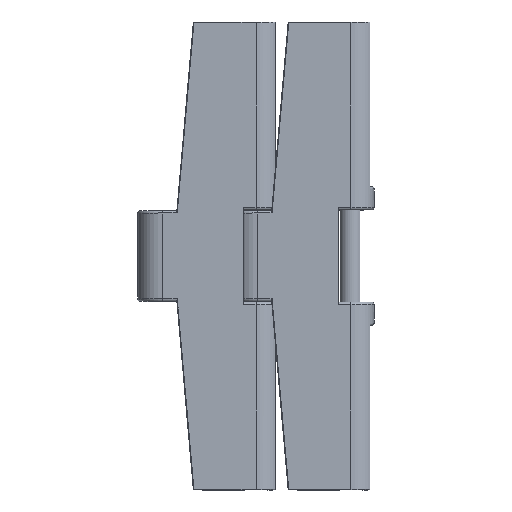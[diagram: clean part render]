
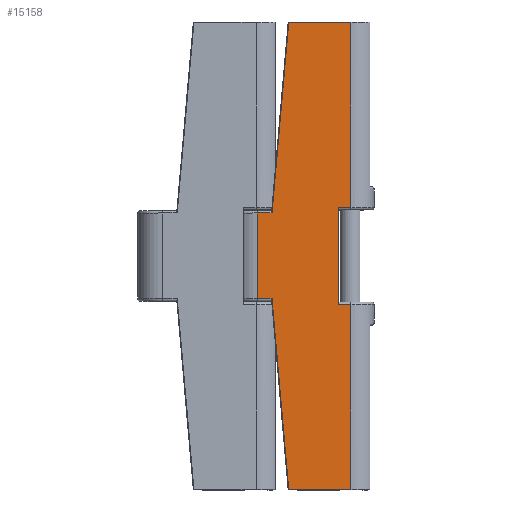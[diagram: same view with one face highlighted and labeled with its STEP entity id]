
A CAD part, top view. The second image highlights one B-rep face of the part: STEP entity #15158.
In plain terms, the highlighted planar face has unit normal (0, 0, 1).
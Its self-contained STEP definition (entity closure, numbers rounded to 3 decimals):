
#517=PLANE('',#16475);
#1335=FACE_OUTER_BOUND('',#2280,.T.);
#2280=EDGE_LOOP('',(#12472,#12473,#12474,#12475,#12476,#12477,#12478,#12479,
#12480,#12481,#12482,#12483));
#3337=LINE('',#26416,#4585);
#3341=LINE('',#26428,#4589);
#3347=LINE('',#26538,#4595);
#3463=LINE('',#27215,#4711);
#3464=LINE('',#27216,#4712);
#3465=LINE('',#27218,#4713);
#3466=LINE('',#27220,#4714);
#3467=LINE('',#27221,#4715);
#3468=LINE('',#27223,#4716);
#3469=LINE('',#27225,#4717);
#3470=LINE('',#27226,#4718);
#3471=LINE('',#27227,#4719);
#4585=VECTOR('',#19217,75.25);
#4589=VECTOR('',#19229,75.25);
#4595=VECTOR('',#19279,35.);
#4711=VECTOR('',#19585,39.5);
#4712=VECTOR('',#19586,5.152);
#4713=VECTOR('',#19587,25.274);
#4714=VECTOR('',#19588,77.796);
#4715=VECTOR('',#19589,6.045);
#4716=VECTOR('',#19590,6.045);
#4717=VECTOR('',#19591,77.796);
#4718=VECTOR('',#19592,25.274);
#4719=VECTOR('',#19593,5.152);
#6882=VERTEX_POINT('',#26378);
#6886=VERTEX_POINT('',#26387);
#6897=VERTEX_POINT('',#26413);
#6898=VERTEX_POINT('',#26415);
#6902=VERTEX_POINT('',#26427);
#6919=VERTEX_POINT('',#26498);
#7094=VERTEX_POINT('',#27213);
#7095=VERTEX_POINT('',#27214);
#7096=VERTEX_POINT('',#27217);
#7097=VERTEX_POINT('',#27219);
#7098=VERTEX_POINT('',#27222);
#7099=VERTEX_POINT('',#27224);
#8746=EDGE_CURVE('',#6897,#6898,#3337,.T.);
#8752=EDGE_CURVE('',#6886,#6902,#3341,.T.);
#8783=EDGE_CURVE('',#6919,#6882,#3347,.T.);
#8982=EDGE_CURVE('',#7094,#7095,#3463,.T.);
#8983=EDGE_CURVE('',#7095,#6898,#3464,.T.);
#8984=EDGE_CURVE('',#6897,#7096,#3465,.T.);
#8985=EDGE_CURVE('',#7096,#7097,#3466,.T.);
#8986=EDGE_CURVE('',#7097,#6919,#3467,.T.);
#8987=EDGE_CURVE('',#6882,#7098,#3468,.T.);
#8988=EDGE_CURVE('',#7098,#7099,#3469,.T.);
#8989=EDGE_CURVE('',#7099,#6902,#3470,.T.);
#8990=EDGE_CURVE('',#6886,#7094,#3471,.T.);
#12472=ORIENTED_EDGE('',*,*,#8982,.T.);
#12473=ORIENTED_EDGE('',*,*,#8983,.T.);
#12474=ORIENTED_EDGE('',*,*,#8746,.F.);
#12475=ORIENTED_EDGE('',*,*,#8984,.T.);
#12476=ORIENTED_EDGE('',*,*,#8985,.T.);
#12477=ORIENTED_EDGE('',*,*,#8986,.T.);
#12478=ORIENTED_EDGE('',*,*,#8783,.T.);
#12479=ORIENTED_EDGE('',*,*,#8987,.T.);
#12480=ORIENTED_EDGE('',*,*,#8988,.T.);
#12481=ORIENTED_EDGE('',*,*,#8989,.T.);
#12482=ORIENTED_EDGE('',*,*,#8752,.F.);
#12483=ORIENTED_EDGE('',*,*,#8990,.T.);
#15158=ADVANCED_FACE('',(#1335),#517,.F.);
#16475=AXIS2_PLACEMENT_3D('',#27212,#19583,#19584);
#19217=DIRECTION('',(0.,-1.,0.));
#19229=DIRECTION('',(0.,-1.,0.));
#19279=DIRECTION('',(0.,-1.,0.));
#19583=DIRECTION('center_axis',(0.,0.,-1.));
#19584=DIRECTION('ref_axis',(-1.,0.,0.));
#19585=DIRECTION('',(0.,1.,0.));
#19586=DIRECTION('',(1.,0.,0.));
#19587=DIRECTION('',(-1.,0.,0.));
#19588=DIRECTION('',(-0.087,-0.996,0.));
#19589=DIRECTION('',(-1.,0.,0.));
#19590=DIRECTION('',(1.,0.,0.));
#19591=DIRECTION('',(0.087,-0.996,0.));
#19592=DIRECTION('',(1.,0.,0.));
#19593=DIRECTION('',(-1.,0.,0.));
#26378=CARTESIAN_POINT('',(-38.1,-17.5,9.5));
#26387=CARTESIAN_POINT('',(0.,-19.75,9.5));
#26413=CARTESIAN_POINT('',(0.,95.,9.5));
#26415=CARTESIAN_POINT('',(0.,19.75,9.5));
#26416=CARTESIAN_POINT('',(0.,95.,9.5));
#26427=CARTESIAN_POINT('',(0.,-95.,9.5));
#26428=CARTESIAN_POINT('',(0.,-19.75,9.5));
#26498=CARTESIAN_POINT('',(-38.1,17.5,9.5));
#26538=CARTESIAN_POINT('',(-38.1,17.5,9.5));
#27212=CARTESIAN_POINT('Origin',(0.,28.3,
9.5));
#27213=CARTESIAN_POINT('',(-5.152,-19.75,9.5));
#27214=CARTESIAN_POINT('',(-5.152,19.75,9.5));
#27215=CARTESIAN_POINT('',(-5.152,-19.75,9.5));
#27216=CARTESIAN_POINT('',(-5.152,19.75,9.5));
#27217=CARTESIAN_POINT('',(-25.274,95.,9.5));
#27218=CARTESIAN_POINT('',(0.,95.,9.5));
#27219=CARTESIAN_POINT('',(-32.055,17.5,9.5));
#27220=CARTESIAN_POINT('',(-25.274,95.,9.5));
#27221=CARTESIAN_POINT('',(-32.055,17.5,9.5));
#27222=CARTESIAN_POINT('',(-32.055,-17.5,9.5));
#27223=CARTESIAN_POINT('',(-38.1,-17.5,9.5));
#27224=CARTESIAN_POINT('',(-25.274,-95.,9.5));
#27225=CARTESIAN_POINT('',(-32.055,-17.5,9.5));
#27226=CARTESIAN_POINT('',(-25.274,-95.,9.5));
#27227=CARTESIAN_POINT('',(0.,-19.75,9.5));
